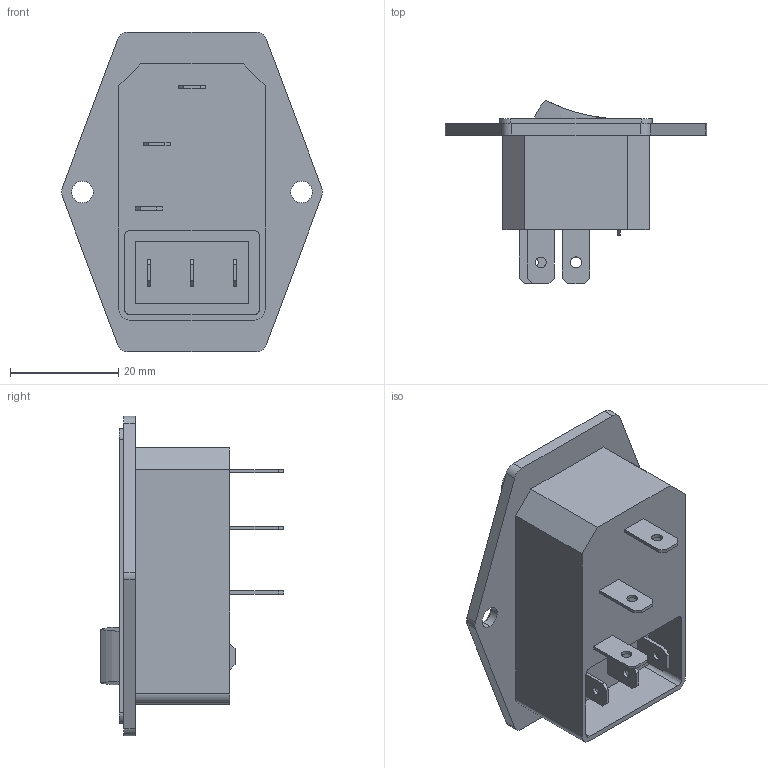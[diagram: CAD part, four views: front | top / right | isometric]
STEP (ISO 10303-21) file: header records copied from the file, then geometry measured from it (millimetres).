
FILE_DESCRIPTION (( 'STEP AP203' ), '1' );
FILE_NAME ('Power-Key.STEP', '2023-03-27T08:34:54', ( '' ), ( '' ), 'SwSTEP 2.0', 'SolidWorks 2022', '' );
FILE_SCHEMA (( 'CONFIG_CONTROL_DESIGN' ));
Length unit declared in the file: millimetre
Products named in the file (1): Power-Key
Bounding box: 48.22 x 33.9 x 59 mm (x, y, z)
Volume: 17178.3 mm3; surface area: 12679.9 mm2
Topology: 2 solids, 2 shells, 179 faces, 455 edges, 302 vertices
Faces by surface type: plane 130, cylinder 36, bspline 9, cone 4
Entity records: 5714 total; most frequent: CARTESIAN_POINT 1270, ORIENTED_EDGE 910, DIRECTION 843, EDGE_CURVE 455, LINE 365, VECTOR 365, VERTEX_POINT 302, AXIS2_PLACEMENT_3D 239
